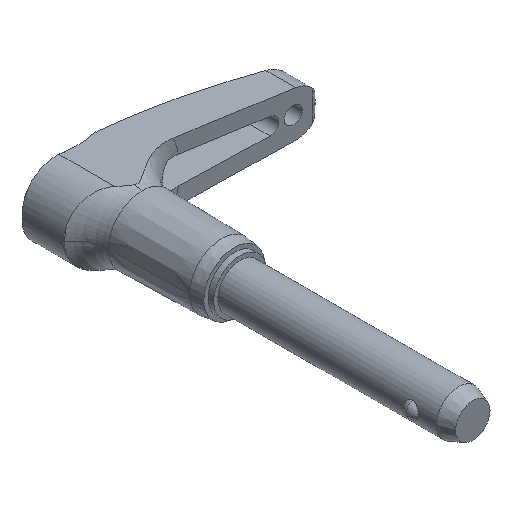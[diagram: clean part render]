
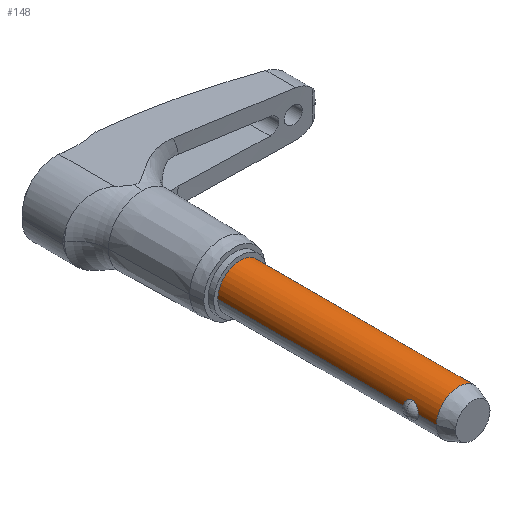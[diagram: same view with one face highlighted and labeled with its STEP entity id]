
A CAD part, isometric view. The second image highlights one B-rep face of the part: STEP entity #148.
In plain terms, the highlighted cylindrical face has radius 3.969 mm (diameter 7.938 mm), a partial arc.
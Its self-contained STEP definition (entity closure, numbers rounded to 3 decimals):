
#148=ADVANCED_FACE('',(#318),#319,.T.);
#318=FACE_OUTER_BOUND('',#510,.T.);
#319=CYLINDRICAL_SURFACE('',#511,3.969);
#510=EDGE_LOOP('',(#886,#887,#888,#889,#890,#891,#892,#893,#894,#895));
#511=AXIS2_PLACEMENT_3D('',#896,#897,#898);
#886=ORIENTED_EDGE('',*,*,#1297,.T.);
#887=ORIENTED_EDGE('',*,*,#1298,.T.);
#888=ORIENTED_EDGE('',*,*,#1277,.T.);
#889=ORIENTED_EDGE('',*,*,#1299,.T.);
#890=ORIENTED_EDGE('',*,*,#1300,.F.);
#891=ORIENTED_EDGE('',*,*,#1301,.T.);
#892=ORIENTED_EDGE('',*,*,#1302,.T.);
#893=ORIENTED_EDGE('',*,*,#1229,.T.);
#894=ORIENTED_EDGE('',*,*,#1303,.T.);
#895=ORIENTED_EDGE('',*,*,#1169,.T.);
#896=CARTESIAN_POINT('',(0.0,-20.701,0.0));
#897=DIRECTION('',(-0.0,1.0,0.0));
#898=DIRECTION('',(1.0,0.0,0.0));
#1169=EDGE_CURVE('',#1401,#1399,#1402,.T.);
#1229=EDGE_CURVE('',#1496,#1499,#1501,.T.);
#1277=EDGE_CURVE('',#1568,#1570,#1572,.T.);
#1297=EDGE_CURVE('',#1399,#1599,#1600,.T.);
#1298=EDGE_CURVE('',#1599,#1568,#1601,.T.);
#1299=EDGE_CURVE('',#1570,#1602,#1603,.T.);
#1300=EDGE_CURVE('',#1604,#1602,#1605,.T.);
#1301=EDGE_CURVE('',#1604,#1606,#1607,.T.);
#1302=EDGE_CURVE('',#1606,#1496,#1608,.T.);
#1303=EDGE_CURVE('',#1499,#1401,#1609,.T.);
#1399=VERTEX_POINT('',#1867);
#1401=VERTEX_POINT('',#1870);
#1402=CIRCLE('',#1871,3.969);
#1496=VERTEX_POINT('',#2207);
#1499=VERTEX_POINT('',#2210);
#1501=B_SPLINE_CURVE_WITH_KNOTS('',3,(#2225,#2226,#2227,#2228,#2229,#2230,#2231,#2232,#2233,#2234,#2235,#2236,#2237,#2238),.UNSPECIFIED.,.F.,.F.,(4,2,2,2,2,2,4),(0.0,0.455,0.91,1.128,1.345,1.715,2.084),.UNSPECIFIED.);
#1568=VERTEX_POINT('',#2521);
#1570=VERTEX_POINT('',#2523);
#1572=B_SPLINE_CURVE_WITH_KNOTS('',3,(#2538,#2539,#2540,#2541,#2542,#2543,#2544,#2545,#2546,#2547,#2548,#2549,#2550,#2551),.UNSPECIFIED.,.F.,.F.,(4,2,2,2,2,2,4),(4.167,4.622,5.077,5.295,5.513,5.882,6.251),.UNSPECIFIED.);
#1599=VERTEX_POINT('',#2644);
#1600=LINE('',#2645,#2646);
#1601=B_SPLINE_CURVE_WITH_KNOTS('',3,(#2647,#2648,#2649,#2650,#2651,#2652,#2653,#2654,#2655,#2656,#2657,#2658,#2659,#2660),.UNSPECIFIED.,.F.,.F.,(4,2,2,2,2,2,4),(2.084,2.453,2.822,3.04,3.257,3.712,4.167),.UNSPECIFIED.);
#1602=VERTEX_POINT('',#2661);
#1603=LINE('',#2662,#2663);
#1604=VERTEX_POINT('',#2664);
#1605=CIRCLE('',#2665,3.969);
#1606=VERTEX_POINT('',#2666);
#1607=LINE('',#2667,#2668);
#1608=B_SPLINE_CURVE_WITH_KNOTS('',3,(#2669,#2670,#2671,#2672,#2673,#2674,#2675,#2676,#2677,#2678,#2679,#2680,#2681,#2682),.UNSPECIFIED.,.F.,.F.,(4,2,2,2,2,2,4),(6.251,6.62,6.989,7.207,7.425,7.88,8.335),.UNSPECIFIED.);
#1609=LINE('',#2683,#2684);
#1867=CARTESIAN_POINT('',(3.969,-38.887,0.0));
#1870=CARTESIAN_POINT('',(-3.969,-38.887,0.));
#1871=AXIS2_PLACEMENT_3D('',#2986,#2987,#2988);
#2207=CARTESIAN_POINT('',(-3.7,-34.343,1.435));
#2210=CARTESIAN_POINT('',(-3.969,-35.667,0.));
#2225=CARTESIAN_POINT('',(-3.7,-34.343,1.435));
#2226=CARTESIAN_POINT('',(-3.7,-34.495,1.435));
#2227=CARTESIAN_POINT('',(-3.712,-34.656,1.406));
#2228=CARTESIAN_POINT('',(-3.754,-34.954,1.289));
#2229=CARTESIAN_POINT('',(-3.784,-35.091,1.201));
#2230=CARTESIAN_POINT('',(-3.827,-35.254,1.053));
#2231=CARTESIAN_POINT('',(-3.842,-35.307,0.996));
#2232=CARTESIAN_POINT('',(-3.872,-35.403,0.873));
#2233=CARTESIAN_POINT('',(-3.886,-35.446,0.807));
#2234=CARTESIAN_POINT('',(-3.919,-35.538,0.638));
#2235=CARTESIAN_POINT('',(-3.937,-35.588,0.514));
#2236=CARTESIAN_POINT('',(-3.963,-35.652,0.257));
#2237=CARTESIAN_POINT('',(-3.969,-35.667,0.123));
#2238=CARTESIAN_POINT('',(-3.969,-35.667,0.));
#2521=CARTESIAN_POINT('',(3.7,-34.343,1.435));
#2523=CARTESIAN_POINT('',(3.969,-33.02,0.));
#2538=CARTESIAN_POINT('',(3.7,-34.343,1.435));
#2539=CARTESIAN_POINT('',(3.7,-34.192,1.435));
#2540=CARTESIAN_POINT('',(3.712,-34.03,1.406));
#2541=CARTESIAN_POINT('',(3.754,-33.732,1.289));
#2542=CARTESIAN_POINT('',(3.784,-33.596,1.201));
#2543=CARTESIAN_POINT('',(3.827,-33.433,1.053));
#2544=CARTESIAN_POINT('',(3.842,-33.38,0.996));
#2545=CARTESIAN_POINT('',(3.872,-33.284,0.873));
#2546=CARTESIAN_POINT('',(3.886,-33.241,0.807));
#2547=CARTESIAN_POINT('',(3.919,-33.148,0.638));
#2548=CARTESIAN_POINT('',(3.937,-33.099,0.514));
#2549=CARTESIAN_POINT('',(3.963,-33.035,0.257));
#2550=CARTESIAN_POINT('',(3.969,-33.02,0.123));
#2551=CARTESIAN_POINT('',(3.969,-33.02,0.));
#2644=CARTESIAN_POINT('',(3.969,-35.667,0.));
#2645=CARTESIAN_POINT('',(3.969,-20.701,0.));
#2646=VECTOR('',#3149,1.0);
#2647=CARTESIAN_POINT('',(3.969,-35.667,0.0));
#2648=CARTESIAN_POINT('',(3.969,-35.667,0.123));
#2649=CARTESIAN_POINT('',(3.963,-35.652,0.257));
#2650=CARTESIAN_POINT('',(3.937,-35.588,0.514));
#2651=CARTESIAN_POINT('',(3.919,-35.538,0.638));
#2652=CARTESIAN_POINT('',(3.886,-35.446,0.807));
#2653=CARTESIAN_POINT('',(3.872,-35.403,0.873));
#2654=CARTESIAN_POINT('',(3.842,-35.307,0.996));
#2655=CARTESIAN_POINT('',(3.827,-35.254,1.053));
#2656=CARTESIAN_POINT('',(3.784,-35.091,1.201));
#2657=CARTESIAN_POINT('',(3.754,-34.954,1.289));
#2658=CARTESIAN_POINT('',(3.712,-34.656,1.406));
#2659=CARTESIAN_POINT('',(3.7,-34.495,1.435));
#2660=CARTESIAN_POINT('',(3.7,-34.343,1.435));
#2661=CARTESIAN_POINT('',(3.969,0.0,0.0));
#2662=CARTESIAN_POINT('',(3.969,-20.701,0.));
#2663=VECTOR('',#3150,1.0);
#2664=CARTESIAN_POINT('',(-3.969,0.0,0.));
#2665=AXIS2_PLACEMENT_3D('',#3151,#3152,#3153);
#2666=CARTESIAN_POINT('',(-3.969,-33.02,0.));
#2667=CARTESIAN_POINT('',(-3.969,-20.701,0.));
#2668=VECTOR('',#3154,1.0);
#2669=CARTESIAN_POINT('',(-3.969,-33.02,0.));
#2670=CARTESIAN_POINT('',(-3.969,-33.02,0.123));
#2671=CARTESIAN_POINT('',(-3.963,-33.035,0.257));
#2672=CARTESIAN_POINT('',(-3.937,-33.099,0.514));
#2673=CARTESIAN_POINT('',(-3.919,-33.148,0.638));
#2674=CARTESIAN_POINT('',(-3.886,-33.241,0.807));
#2675=CARTESIAN_POINT('',(-3.872,-33.284,0.873));
#2676=CARTESIAN_POINT('',(-3.842,-33.38,0.996));
#2677=CARTESIAN_POINT('',(-3.827,-33.433,1.053));
#2678=CARTESIAN_POINT('',(-3.784,-33.596,1.201));
#2679=CARTESIAN_POINT('',(-3.754,-33.732,1.289));
#2680=CARTESIAN_POINT('',(-3.712,-34.03,1.406));
#2681=CARTESIAN_POINT('',(-3.7,-34.192,1.435));
#2682=CARTESIAN_POINT('',(-3.7,-34.343,1.435));
#2683=CARTESIAN_POINT('',(-3.969,-20.701,0.));
#2684=VECTOR('',#3155,1.0);
#2986=CARTESIAN_POINT('',(0.0,-38.887,0.0));
#2987=DIRECTION('',(0.,1.0,0.0));
#2988=DIRECTION('',(1.0,0.,0.0));
#3149=DIRECTION('',(0.0,1.0,0.0));
#3150=DIRECTION('',(0.0,1.0,0.0));
#3151=CARTESIAN_POINT('',(0.0,0.0,0.0));
#3152=DIRECTION('',(-0.0,1.0,0.0));
#3153=DIRECTION('',(1.0,0.0,0.0));
#3154=DIRECTION('',(-0.0,-1.0,-0.0));
#3155=DIRECTION('',(-0.0,-1.0,-0.0));
